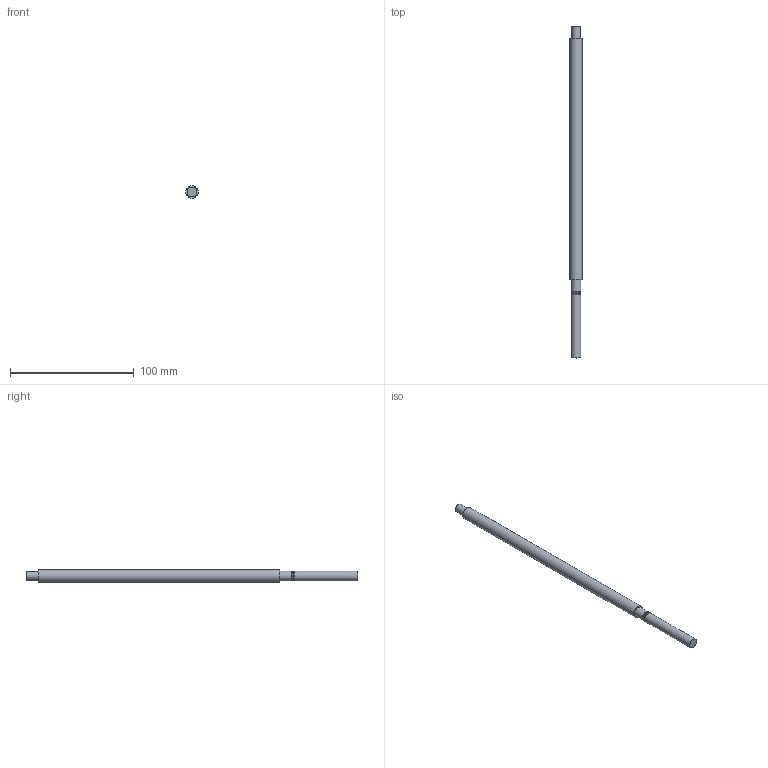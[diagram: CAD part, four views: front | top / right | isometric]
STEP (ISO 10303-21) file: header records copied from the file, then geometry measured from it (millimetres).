
FILE_DESCRIPTION(/* description */ ('Unknown'),/* implementation_level */ '2;1');
FILE_NAME(/* name */ 'Spindel-M10-Grundeinheit',/* time_stamp */ '2020-04-02T14:33:07+02:00',/* author */ ('Unknown'),/* organization */ ('Unknown'),/* preprocessor_version */ 'ST-DEVELOPER v16.7',/* originating_system */ 'Solid Edge',/* authorisation */ 'Unknown');
FILE_SCHEMA (('AUTOMOTIVE_DESIGN {1 0 10303 214 3 1 1}'));
Length unit declared in the file: millimetre
Products named in the file (1): Spindel-M10-Grundeinheit-dy
Bounding box: 10 x 268 x 10 mm (x, y, z)
Volume: 18840.9 mm3; surface area: 8098.9 mm2
Topology: 1 solids, 1 shells, 15 faces, 25 edges, 18 vertices
Faces by surface type: plane 8, cylinder 7
Full cylindrical faces by diameter (mm): 6.843 x1, 7.6 x2, 8 x3, 10 x1
Entity records: 423 total; most frequent: DIRECTION 60, CARTESIAN_POINT 44, AXIS2_PLACEMENT_3D 30, ORIENTED_EDGE 28, EDGE_LOOP 28, FACE_BOUND 28, STYLED_ITEM 15, PRESENTATION_STYLE_ASSIGNMENT 15
